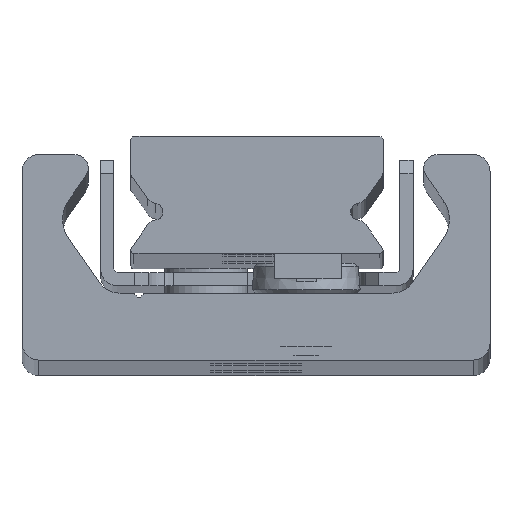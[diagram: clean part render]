
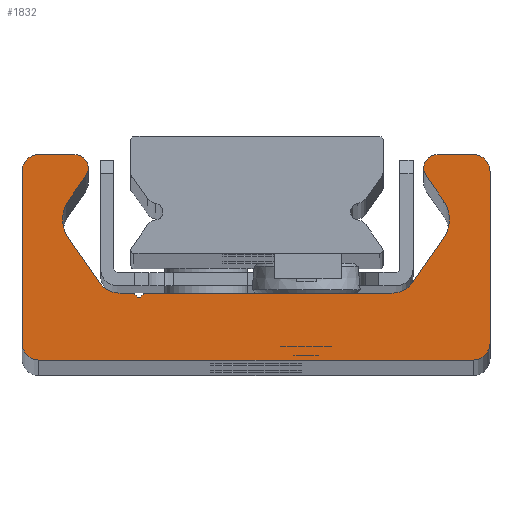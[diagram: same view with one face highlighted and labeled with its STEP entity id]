
A CAD part, top view. The second image highlights one B-rep face of the part: STEP entity #1832.
In plain terms, the highlighted planar face has unit normal (0, 0, 1).
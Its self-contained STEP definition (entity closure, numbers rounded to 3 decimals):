
#938=CARTESIAN_POINT('',(7.0,0.0,530.0));
#939=VERTEX_POINT('',#938);
#940=CARTESIAN_POINT('',(6.,1.0,530.0));
#941=VERTEX_POINT('',#940);
#942=CARTESIAN_POINT('',(7.0,1.0,530.0));
#943=DIRECTION('',(0.0,0.0,-1.0));
#944=DIRECTION('',(-1.0,0.0,0.0));
#945=AXIS2_PLACEMENT_3D('',#942,#943,#944);
#946=CIRCLE('',#945,1.0);
#947=EDGE_CURVE('',#939,#941,#946,.T.);
#980=CARTESIAN_POINT('',(6.,11.3,530.0));
#981=VERTEX_POINT('',#980);
#982=CARTESIAN_POINT('',(6.,1.0,530.0));
#983=DIRECTION('',(0.0,1.0,0.0));
#984=VECTOR('',#983,10.3);
#985=LINE('',#982,#984);
#986=EDGE_CURVE('',#941,#981,#985,.T.);
#1011=CARTESIAN_POINT('',(7.0,12.3,530.0));
#1012=VERTEX_POINT('',#1011);
#1013=CARTESIAN_POINT('',(7.0,11.3,530.0));
#1014=DIRECTION('',(0.0,0.0,-1.0));
#1015=DIRECTION('',(0.0,1.0,0.0));
#1016=AXIS2_PLACEMENT_3D('',#1013,#1014,#1015);
#1017=CIRCLE('',#1016,1.);
#1018=EDGE_CURVE('',#981,#1012,#1017,.T.);
#1044=CARTESIAN_POINT('',(9.17,12.3,530.0));
#1045=VERTEX_POINT('',#1044);
#1046=CARTESIAN_POINT('',(7.0,12.3,530.0));
#1047=DIRECTION('',(1.0,0.0,0.0));
#1048=VECTOR('',#1047,2.17);
#1049=LINE('',#1046,#1048);
#1050=EDGE_CURVE('',#1012,#1045,#1049,.T.);
#1075=CARTESIAN_POINT('',(9.826,11.041,530.0));
#1076=VERTEX_POINT('',#1075);
#1077=CARTESIAN_POINT('',(9.17,11.5,530.0));
#1078=DIRECTION('',(0.0,0.0,-1.0));
#1079=DIRECTION('',(0.819,-0.574,0.0));
#1080=AXIS2_PLACEMENT_3D('',#1077,#1078,#1079);
#1081=CIRCLE('',#1080,0.8);
#1082=EDGE_CURVE('',#1045,#1076,#1081,.T.);
#1108=CARTESIAN_POINT('',(8.794,9.567,530.0));
#1109=VERTEX_POINT('',#1108);
#1110=CARTESIAN_POINT('',(9.826,11.041,530.0));
#1111=DIRECTION('',(-0.574,-0.819,0.0));
#1112=VECTOR('',#1111,1.799);
#1113=LINE('',#1110,#1112);
#1114=EDGE_CURVE('',#1076,#1109,#1113,.T.);
#1139=CARTESIAN_POINT('',(8.794,7.273,530.0));
#1140=VERTEX_POINT('',#1139);
#1141=CARTESIAN_POINT('',(10.432,8.42,530.0));
#1142=DIRECTION('',(0.0,0.0,1.0));
#1143=DIRECTION('',(0.819,-0.574,0.0));
#1144=AXIS2_PLACEMENT_3D('',#1141,#1142,#1143);
#1145=CIRCLE('',#1144,2.0);
#1146=EDGE_CURVE('',#1109,#1140,#1145,.T.);
#1172=CARTESIAN_POINT('',(10.637,4.64,530.0));
#1173=VERTEX_POINT('',#1172);
#1174=CARTESIAN_POINT('',(8.794,7.273,530.0));
#1175=DIRECTION('',(0.574,-0.819,0.0));
#1176=VECTOR('',#1175,3.215);
#1177=LINE('',#1174,#1176);
#1178=EDGE_CURVE('',#1140,#1173,#1177,.T.);
#1203=CARTESIAN_POINT('',(11.866,4.0,530.0));
#1204=VERTEX_POINT('',#1203);
#1205=CARTESIAN_POINT('',(11.866,5.5,530.0));
#1206=DIRECTION('',(0.0,0.0,1.0));
#1207=DIRECTION('',(0.819,0.574,0.0));
#1208=AXIS2_PLACEMENT_3D('',#1205,#1206,#1207);
#1209=CIRCLE('',#1208,1.5);
#1210=EDGE_CURVE('',#1173,#1204,#1209,.T.);
#1236=CARTESIAN_POINT('',(12.665,4.0,530.0));
#1237=VERTEX_POINT('',#1236);
#1238=CARTESIAN_POINT('',(11.866,4.0,530.0));
#1239=DIRECTION('',(1.0,0.0,0.0));
#1240=VECTOR('',#1239,0.798);
#1241=LINE('',#1238,#1240);
#1242=EDGE_CURVE('',#1204,#1237,#1241,.T.);
#1267=CARTESIAN_POINT('',(12.76,3.929,530.0));
#1268=VERTEX_POINT('',#1267);
#1269=CARTESIAN_POINT('',(12.665,3.9,530.0));
#1270=DIRECTION('',(0.0,0.0,-1.0));
#1271=DIRECTION('',(0.958,0.286,0.0));
#1272=AXIS2_PLACEMENT_3D('',#1269,#1270,#1271);
#1273=CIRCLE('',#1272,0.1);
#1274=EDGE_CURVE('',#1237,#1268,#1273,.T.);
#1300=CARTESIAN_POINT('',(13.24,3.929,530.0));
#1301=VERTEX_POINT('',#1300);
#1302=CARTESIAN_POINT('',(13.,4.0,530.0));
#1303=DIRECTION('',(0.0,0.0,1.));
#1304=DIRECTION('',(0.958,0.286,0.0));
#1305=AXIS2_PLACEMENT_3D('',#1302,#1303,#1304);
#1306=CIRCLE('',#1305,0.25);
#1307=EDGE_CURVE('',#1268,#1301,#1306,.T.);
#1333=CARTESIAN_POINT('',(13.335,4.0,530.0));
#1334=VERTEX_POINT('',#1333);
#1335=CARTESIAN_POINT('',(13.335,3.9,530.0));
#1336=DIRECTION('',(0.0,0.0,-1.0));
#1337=DIRECTION('',(0.0,1.0,0.0));
#1338=AXIS2_PLACEMENT_3D('',#1335,#1336,#1337);
#1339=CIRCLE('',#1338,0.1);
#1340=EDGE_CURVE('',#1301,#1334,#1339,.T.);
#1366=CARTESIAN_POINT('',(28.134,4.,530.0));
#1367=VERTEX_POINT('',#1366);
#1368=CARTESIAN_POINT('',(13.335,4.0,530.0));
#1369=DIRECTION('',(1.0,0.0,0.0));
#1370=VECTOR('',#1369,14.798);
#1371=LINE('',#1368,#1370);
#1372=EDGE_CURVE('',#1334,#1367,#1371,.T.);
#1430=CARTESIAN_POINT('',(29.363,4.64,530.0));
#1431=VERTEX_POINT('',#1430);
#1432=CARTESIAN_POINT('',(28.134,5.5,530.0));
#1433=DIRECTION('',(0.0,0.0,1.0));
#1434=DIRECTION('',(0.0,1.0,0.0));
#1435=AXIS2_PLACEMENT_3D('',#1432,#1433,#1434);
#1436=CIRCLE('',#1435,1.5);
#1437=EDGE_CURVE('',#1367,#1431,#1436,.T.);
#1463=CARTESIAN_POINT('',(31.206,7.273,530.0));
#1464=VERTEX_POINT('',#1463);
#1465=CARTESIAN_POINT('',(29.363,4.64,530.0));
#1466=DIRECTION('',(0.574,0.819,0.0));
#1467=VECTOR('',#1466,3.215);
#1468=LINE('',#1465,#1467);
#1469=EDGE_CURVE('',#1431,#1464,#1468,.T.);
#1494=CARTESIAN_POINT('',(31.206,9.567,530.0));
#1495=VERTEX_POINT('',#1494);
#1496=CARTESIAN_POINT('',(29.568,8.42,530.0));
#1497=DIRECTION('',(0.0,0.0,1.));
#1498=DIRECTION('',(-0.819,0.574,0.0));
#1499=AXIS2_PLACEMENT_3D('',#1496,#1497,#1498);
#1500=CIRCLE('',#1499,2.0);
#1501=EDGE_CURVE('',#1464,#1495,#1500,.T.);
#1527=CARTESIAN_POINT('',(30.174,11.041,530.0));
#1528=VERTEX_POINT('',#1527);
#1529=CARTESIAN_POINT('',(31.206,9.567,530.0));
#1530=DIRECTION('',(-0.574,0.819,0.0));
#1531=VECTOR('',#1530,1.799);
#1532=LINE('',#1529,#1531);
#1533=EDGE_CURVE('',#1495,#1528,#1532,.T.);
#1558=CARTESIAN_POINT('',(30.83,12.3,530.0));
#1559=VERTEX_POINT('',#1558);
#1560=CARTESIAN_POINT('',(30.83,11.5,530.0));
#1561=DIRECTION('',(0.0,0.0,-1.0));
#1562=DIRECTION('',(0.0,1.0,0.0));
#1563=AXIS2_PLACEMENT_3D('',#1560,#1561,#1562);
#1564=CIRCLE('',#1563,0.8);
#1565=EDGE_CURVE('',#1528,#1559,#1564,.T.);
#1591=CARTESIAN_POINT('',(33.0,12.3,530.0));
#1592=VERTEX_POINT('',#1591);
#1593=CARTESIAN_POINT('',(30.83,12.3,530.0));
#1594=DIRECTION('',(1.0,0.0,0.0));
#1595=VECTOR('',#1594,2.17);
#1596=LINE('',#1593,#1595);
#1597=EDGE_CURVE('',#1559,#1592,#1596,.T.);
#1622=CARTESIAN_POINT('',(34.0,11.3,530.0));
#1623=VERTEX_POINT('',#1622);
#1624=CARTESIAN_POINT('',(33.0,11.3,530.0));
#1625=DIRECTION('',(0.0,0.0,-1.0));
#1626=DIRECTION('',(1.0,0.0,0.0));
#1627=AXIS2_PLACEMENT_3D('',#1624,#1625,#1626);
#1628=CIRCLE('',#1627,1.);
#1629=EDGE_CURVE('',#1592,#1623,#1628,.T.);
#1655=CARTESIAN_POINT('',(34.0,1.0,530.0));
#1656=VERTEX_POINT('',#1655);
#1657=CARTESIAN_POINT('',(34.0,11.3,530.0));
#1658=DIRECTION('',(0.0,-1.0,0.0));
#1659=VECTOR('',#1658,10.3);
#1660=LINE('',#1657,#1659);
#1661=EDGE_CURVE('',#1623,#1656,#1660,.T.);
#1686=CARTESIAN_POINT('',(33.0,0.0,530.0));
#1687=VERTEX_POINT('',#1686);
#1688=CARTESIAN_POINT('',(33.0,1.0,530.0));
#1689=DIRECTION('',(0.0,0.0,-1.0));
#1690=DIRECTION('',(0.0,-1.0,0.0));
#1691=AXIS2_PLACEMENT_3D('',#1688,#1689,#1690);
#1692=CIRCLE('',#1691,1.0);
#1693=EDGE_CURVE('',#1656,#1687,#1692,.T.);
#1719=CARTESIAN_POINT('',(33.0,0.0,530.0));
#1720=DIRECTION('',(-1.0,0.0,0.0));
#1721=VECTOR('',#1720,26.0);
#1722=LINE('',#1719,#1721);
#1723=EDGE_CURVE('',#1687,#939,#1722,.T.);
#1801=CARTESIAN_POINT('',(19.983,4.783,530.0));
#1802=DIRECTION('',(0.0,0.0,1.0));
#1803=DIRECTION('',(1.0,0.0,0.0));
#1804=AXIS2_PLACEMENT_3D('',#1801,#1802,#1803);
#1805=PLANE('',#1804);
#1806=ORIENTED_EDGE('',*,*,#947,.F.);
#1807=ORIENTED_EDGE('',*,*,#1723,.F.);
#1808=ORIENTED_EDGE('',*,*,#1693,.F.);
#1809=ORIENTED_EDGE('',*,*,#1661,.F.);
#1810=ORIENTED_EDGE('',*,*,#1629,.F.);
#1811=ORIENTED_EDGE('',*,*,#1597,.F.);
#1812=ORIENTED_EDGE('',*,*,#1565,.F.);
#1813=ORIENTED_EDGE('',*,*,#1533,.F.);
#1814=ORIENTED_EDGE('',*,*,#1501,.F.);
#1815=ORIENTED_EDGE('',*,*,#1469,.F.);
#1816=ORIENTED_EDGE('',*,*,#1437,.F.);
#1817=ORIENTED_EDGE('',*,*,#1372,.F.);
#1818=ORIENTED_EDGE('',*,*,#1340,.F.);
#1819=ORIENTED_EDGE('',*,*,#1307,.F.);
#1820=ORIENTED_EDGE('',*,*,#1274,.F.);
#1821=ORIENTED_EDGE('',*,*,#1242,.F.);
#1822=ORIENTED_EDGE('',*,*,#1210,.F.);
#1823=ORIENTED_EDGE('',*,*,#1178,.F.);
#1824=ORIENTED_EDGE('',*,*,#1146,.F.);
#1825=ORIENTED_EDGE('',*,*,#1114,.F.);
#1826=ORIENTED_EDGE('',*,*,#1082,.F.);
#1827=ORIENTED_EDGE('',*,*,#1050,.F.);
#1828=ORIENTED_EDGE('',*,*,#1018,.F.);
#1829=ORIENTED_EDGE('',*,*,#986,.F.);
#1830=EDGE_LOOP('',(#1806,#1807,#1808,#1809,#1810,#1811,#1812,#1813,#1814,#1815,#1816,#1817,#1818,#1819,#1820,#1821,#1822,#1823,#1824,#1825,#1826,#1827,#1828,#1829));
#1831=FACE_OUTER_BOUND('',#1830,.T.);
#1832=ADVANCED_FACE('',(#1831),#1805,.T.);
